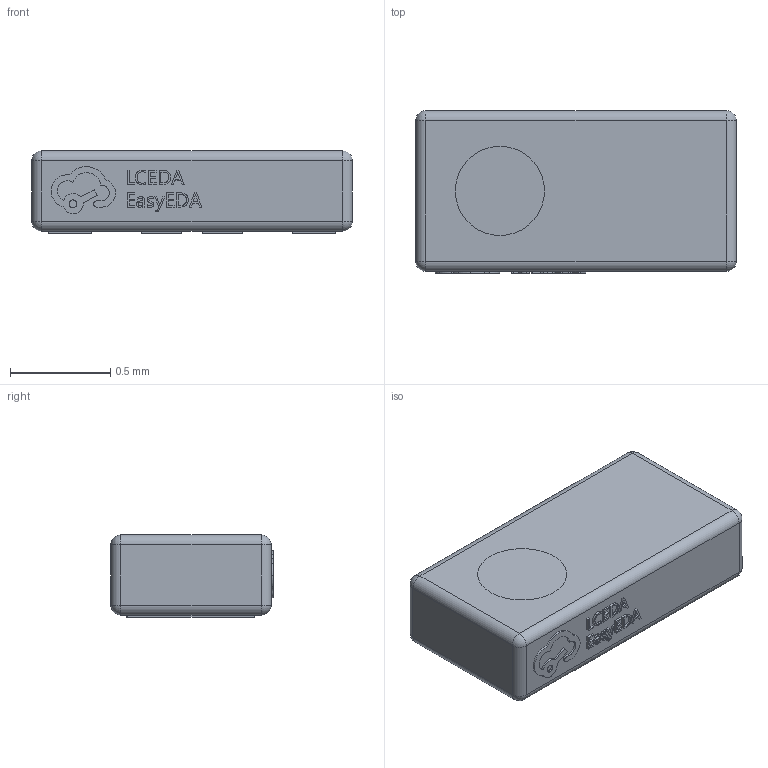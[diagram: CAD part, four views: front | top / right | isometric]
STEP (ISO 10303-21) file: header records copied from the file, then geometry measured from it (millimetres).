
FILE_DESCRIPTION (( 'STEP AP214' ), '1' );
FILE_NAME ('ANT-SMD_6P-L1.6-W0.8-H0.4.step', '2022-06-14T09:59:55', ( '' ), ( '' ), 'SwSTEP 2.0', 'SolidWorks 2020', '' );
FILE_SCHEMA (( 'AUTOMOTIVE_DESIGN' ));
Length unit declared in the file: millimetre
Products named in the file (1): ANT-SMD_6P-L1.6-W0.8-H0.4
Bounding box: 1.6 x 0.81 x 0.41 mm (x, y, z)
Volume: 0.5 mm3; surface area: 4.4 mm2
Topology: 1 solids, 1 shells, 281 faces, 745 edges, 484 vertices
Faces by surface type: plane 163, bspline 98, cylinder 12, sphere 8
Entity records: 12198 total; most frequent: CARTESIAN_POINT 2809, ORIENTED_EDGE 1474, DIRECTION 931, EDGE_CURVE 737, VECTOR 511, LINE 511, VERTEX_POINT 484, EDGE_LOOP 307
